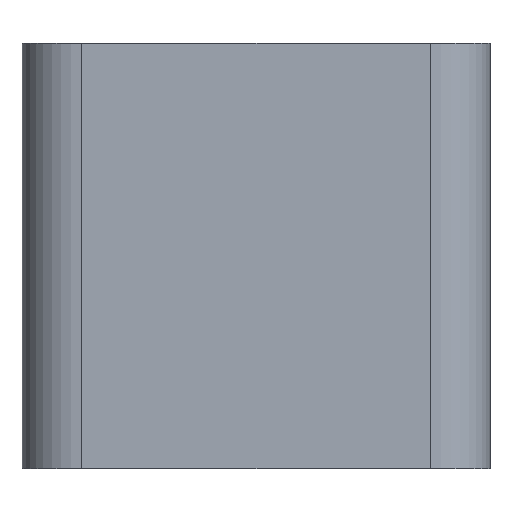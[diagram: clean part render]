
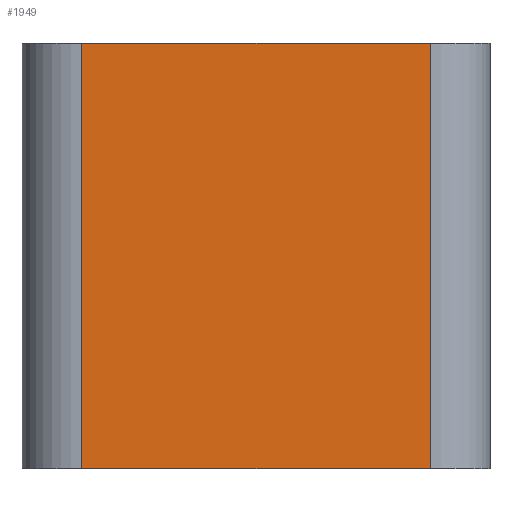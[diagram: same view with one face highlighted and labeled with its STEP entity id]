
A CAD part, left-side view. The second image highlights one B-rep face of the part: STEP entity #1949.
In plain terms, the highlighted planar face has unit normal (-1, 0, 0).
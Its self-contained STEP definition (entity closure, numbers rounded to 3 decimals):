
#116=PLANE('',#2140);
#216=FACE_OUTER_BOUND('',#334,.T.);
#334=EDGE_LOOP('',(#1731,#1732,#1733,#1734));
#524=LINE('',#3318,#709);
#525=LINE('',#3320,#710);
#526=LINE('',#3322,#711);
#527=LINE('',#3323,#712);
#709=VECTOR('',#2665,10.);
#710=VECTOR('',#2666,10.);
#711=VECTOR('',#2667,10.);
#712=VECTOR('',#2668,10.);
#972=VERTEX_POINT('',#3316);
#973=VERTEX_POINT('',#3317);
#974=VERTEX_POINT('',#3319);
#975=VERTEX_POINT('',#3321);
#1242=EDGE_CURVE('',#972,#973,#524,.T.);
#1243=EDGE_CURVE('',#973,#974,#525,.T.);
#1244=EDGE_CURVE('',#975,#974,#526,.T.);
#1245=EDGE_CURVE('',#972,#975,#527,.T.);
#1731=ORIENTED_EDGE('',*,*,#1242,.T.);
#1732=ORIENTED_EDGE('',*,*,#1243,.T.);
#1733=ORIENTED_EDGE('',*,*,#1244,.F.);
#1734=ORIENTED_EDGE('',*,*,#1245,.F.);
#1949=ADVANCED_FACE('',(#216),#116,.T.);
#2140=AXIS2_PLACEMENT_3D('',#3315,#2663,#2664);
#2663=DIRECTION('center_axis',(-1.,0.,0.));
#2664=DIRECTION('ref_axis',(0.,-1.,0.));
#2665=DIRECTION('',(0.,-1.,0.));
#2666=DIRECTION('',(0.,0.,1.));
#2667=DIRECTION('',(0.,-1.,0.));
#2668=DIRECTION('',(0.,0.,1.));
#3315=CARTESIAN_POINT('Origin',(-14.,82.,0.));
#3316=CARTESIAN_POINT('',(-14.,82.,0.));
#3317=CARTESIAN_POINT('',(-14.,0.,0.));
#3318=CARTESIAN_POINT('',(-14.,82.,0.));
#3319=CARTESIAN_POINT('',(-14.,0.,100.));
#3320=CARTESIAN_POINT('',(-14.,0.,0.));
#3321=CARTESIAN_POINT('',(-14.,82.,100.));
#3322=CARTESIAN_POINT('',(-14.,82.,100.));
#3323=CARTESIAN_POINT('',(-14.,82.,0.));
